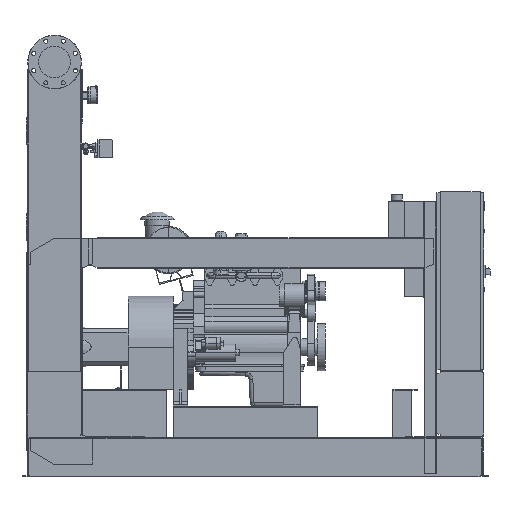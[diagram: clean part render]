
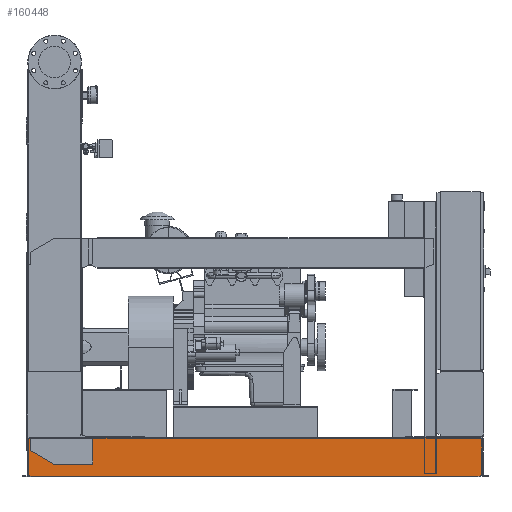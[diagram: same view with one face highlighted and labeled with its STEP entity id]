
A CAD part, front view. The second image highlights one B-rep face of the part: STEP entity #160448.
In plain terms, the highlighted free-form (B-spline) face has degree [1, 1] with [2, 2] control points.
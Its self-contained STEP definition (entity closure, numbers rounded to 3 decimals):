
#155389=CARTESIAN_POINT('',(-131.0,-738.5,202.));
#155390=VERTEX_POINT('',#155389);
#155397=CARTESIAN_POINT('',(-131.0,-738.5,208.));
#155398=VERTEX_POINT('',#155397);
#155399=CARTESIAN_POINT('',(-131.0,-738.5,202.));
#155400=DIRECTION('',(0.0,0.0,1.0));
#155401=VECTOR('',#155400,6.);
#155402=LINE('',#155399,#155401);
#155403=EDGE_CURVE('',#155390,#155398,#155402,.T.);
#158722=CARTESIAN_POINT('',(2263.0,-738.5,208.));
#158723=VERTEX_POINT('',#158722);
#158724=CARTESIAN_POINT('',(-131.0,-738.5,208.));
#158725=DIRECTION('',(1.0,0.0,0.0));
#158726=VECTOR('',#158725,2394.0);
#158727=LINE('',#158724,#158726);
#158728=EDGE_CURVE('',#155398,#158723,#158727,.T.);
#160025=CARTESIAN_POINT('',(2271.0,-738.5,202.));
#160026=VERTEX_POINT('',#160025);
#160033=CARTESIAN_POINT('',(2271.0,-738.5,112.689));
#160034=VERTEX_POINT('',#160033);
#160035=CARTESIAN_POINT('',(2271.0,-738.5,112.689));
#160036=DIRECTION('',(0.0,0.0,1.0));
#160037=VECTOR('',#160036,89.311);
#160038=LINE('',#160035,#160037);
#160039=EDGE_CURVE('',#160034,#160026,#160038,.T.);
#160362=CARTESIAN_POINT('',(-139.0,-738.5,3.));
#160363=CARTESIAN_POINT('',(-139.0,-738.5,208.));
#160364=CARTESIAN_POINT('',(2271.0,-738.5,3.));
#160365=CARTESIAN_POINT('',(2271.0,-738.5,208.));
#160366=B_SPLINE_SURFACE_WITH_KNOTS('',1,1,((#160362,#160364),(#160363,#160365)),.UNSPECIFIED.,.F.,.F.,.U.,(2,2),(2,2),(0.0,205.),(0.0,2410.0),.UNSPECIFIED.);
#160367=CARTESIAN_POINT('',(2271.0,-738.5,6.));
#160368=VERTEX_POINT('',#160367);
#160369=CARTESIAN_POINT('',(2271.0,-738.5,6.));
#160370=DIRECTION('',(0.0,0.0,1.0));
#160371=VECTOR('',#160370,106.689);
#160372=LINE('',#160369,#160371);
#160373=EDGE_CURVE('',#160368,#160034,#160372,.T.);
#160374=ORIENTED_EDGE('',*,*,#160373,.T.);
#160375=ORIENTED_EDGE('',*,*,#160039,.T.);
#160376=CARTESIAN_POINT('',(2263.0,-738.5,202.));
#160377=VERTEX_POINT('',#160376);
#160378=CARTESIAN_POINT('',(2271.0,-738.5,202.));
#160379=DIRECTION('',(-1.0,0.0,0.0));
#160380=VECTOR('',#160379,8.0);
#160381=LINE('',#160378,#160380);
#160382=EDGE_CURVE('',#160026,#160377,#160381,.T.);
#160383=ORIENTED_EDGE('',*,*,#160382,.T.);
#160384=CARTESIAN_POINT('',(2263.0,-738.5,208.));
#160385=DIRECTION('',(0.0,0.0,-1.0));
#160386=VECTOR('',#160385,6.);
#160387=LINE('',#160384,#160386);
#160388=EDGE_CURVE('',#158723,#160377,#160387,.T.);
#160389=ORIENTED_EDGE('',*,*,#160388,.F.);
#160390=ORIENTED_EDGE('',*,*,#158728,.F.);
#160391=ORIENTED_EDGE('',*,*,#155403,.F.);
#160392=CARTESIAN_POINT('',(-139.0,-738.5,202.));
#160393=VERTEX_POINT('',#160392);
#160394=CARTESIAN_POINT('',(-131.0,-738.5,202.));
#160395=DIRECTION('',(-1.0,0.0,0.0));
#160396=VECTOR('',#160395,8.0);
#160397=LINE('',#160394,#160396);
#160398=EDGE_CURVE('',#155390,#160393,#160397,.T.);
#160399=ORIENTED_EDGE('',*,*,#160398,.T.);
#160400=CARTESIAN_POINT('',(-139.0,-738.5,6.));
#160401=VERTEX_POINT('',#160400);
#160402=CARTESIAN_POINT('',(-139.0,-738.5,202.));
#160403=DIRECTION('',(0.0,0.0,-1.0));
#160404=VECTOR('',#160403,196.);
#160405=LINE('',#160402,#160404);
#160406=EDGE_CURVE('',#160393,#160401,#160405,.T.);
#160407=ORIENTED_EDGE('',*,*,#160406,.T.);
#160408=CARTESIAN_POINT('',(-131.0,-738.5,6.));
#160409=VERTEX_POINT('',#160408);
#160410=CARTESIAN_POINT('',(-139.0,-738.5,6.));
#160411=DIRECTION('',(1.0,0.0,0.0));
#160412=VECTOR('',#160411,8.0);
#160413=LINE('',#160410,#160412);
#160414=EDGE_CURVE('',#160401,#160409,#160413,.T.);
#160415=ORIENTED_EDGE('',*,*,#160414,.T.);
#160416=CARTESIAN_POINT('',(-131.0,-738.5,3.));
#160417=VERTEX_POINT('',#160416);
#160418=CARTESIAN_POINT('',(-131.0,-738.5,3.));
#160419=DIRECTION('',(0.0,0.0,1.0));
#160420=VECTOR('',#160419,3.);
#160421=LINE('',#160418,#160420);
#160422=EDGE_CURVE('',#160417,#160409,#160421,.T.);
#160423=ORIENTED_EDGE('',*,*,#160422,.F.);
#160424=CARTESIAN_POINT('',(2263.0,-738.5,3.));
#160425=VERTEX_POINT('',#160424);
#160426=CARTESIAN_POINT('',(2263.0,-738.5,3.));
#160427=DIRECTION('',(-1.0,0.0,0.0));
#160428=VECTOR('',#160427,2394.0);
#160429=LINE('',#160426,#160428);
#160430=EDGE_CURVE('',#160425,#160417,#160429,.T.);
#160431=ORIENTED_EDGE('',*,*,#160430,.F.);
#160432=CARTESIAN_POINT('',(2263.0,-738.5,6.));
#160433=VERTEX_POINT('',#160432);
#160434=CARTESIAN_POINT('',(2263.0,-738.5,6.));
#160435=DIRECTION('',(0.0,0.0,-1.0));
#160436=VECTOR('',#160435,3.);
#160437=LINE('',#160434,#160436);
#160438=EDGE_CURVE('',#160433,#160425,#160437,.T.);
#160439=ORIENTED_EDGE('',*,*,#160438,.F.);
#160440=CARTESIAN_POINT('',(2263.0,-738.5,6.));
#160441=DIRECTION('',(1.0,0.0,0.0));
#160442=VECTOR('',#160441,8.0);
#160443=LINE('',#160440,#160442);
#160444=EDGE_CURVE('',#160433,#160368,#160443,.T.);
#160445=ORIENTED_EDGE('',*,*,#160444,.T.);
#160446=EDGE_LOOP('',(#160374,#160375,#160383,#160389,#160390,#160391,#160399,#160407,#160415,#160423,#160431,#160439,#160445));
#160447=FACE_OUTER_BOUND('',#160446,.T.);
#160448=ADVANCED_FACE('',(#160447),#160366,.F.);
